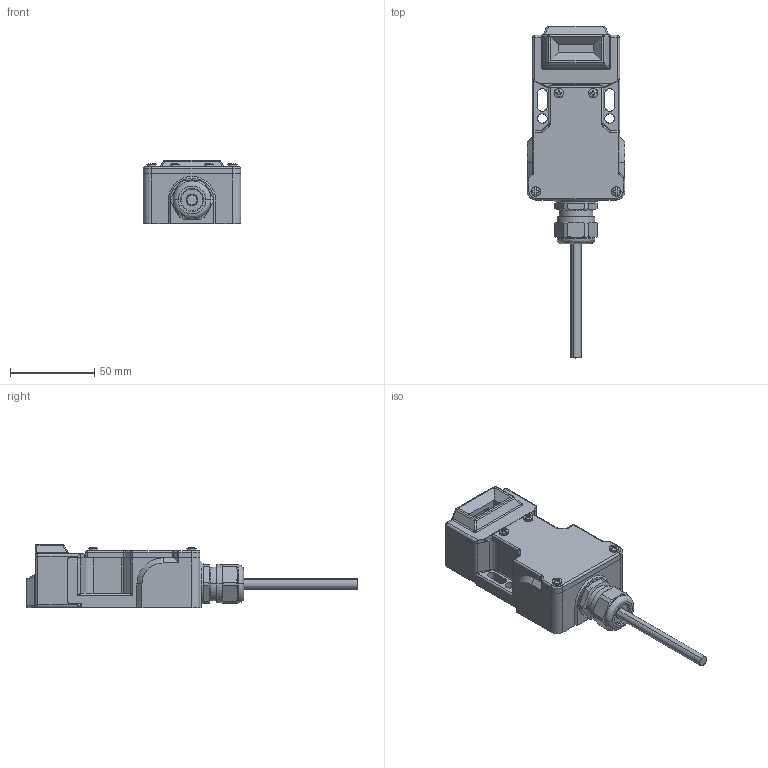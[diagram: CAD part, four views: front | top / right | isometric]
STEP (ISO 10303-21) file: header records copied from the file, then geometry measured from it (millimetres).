
FILE_DESCRIPTION (( 'STEP AP214' ), '1' );
FILE_NAME ('K-SS-EX-208026.STEP', '2021-06-09T12:17:25', ( '' ), ( '' ), 'SwSTEP 2.0', 'SolidWorks 2021', '' );
FILE_SCHEMA (( 'AUTOMOTIVE_DESIGN' ));
Length unit declared in the file: inch
Products named in the file (1): K-SS-EX-208026
Bounding box: 58 x 197.5 x 37.5 mm (x, y, z)
Volume: 77363.7 mm3; surface area: 59362.1 mm2
Topology: 14 solids, 14 shells, 1439 faces, 3680 edges, 2256 vertices
Faces by surface type: cylinder 588, plane 540, bspline 239, cone 72
Entity records: 52207 total; most frequent: CARTESIAN_POINT 18665, ORIENTED_EDGE 7260, DIRECTION 6668, EDGE_CURVE 3630, AXIS2_PLACEMENT_3D 2334, VERTEX_POINT 2256, VECTOR 2000, LINE 2000
